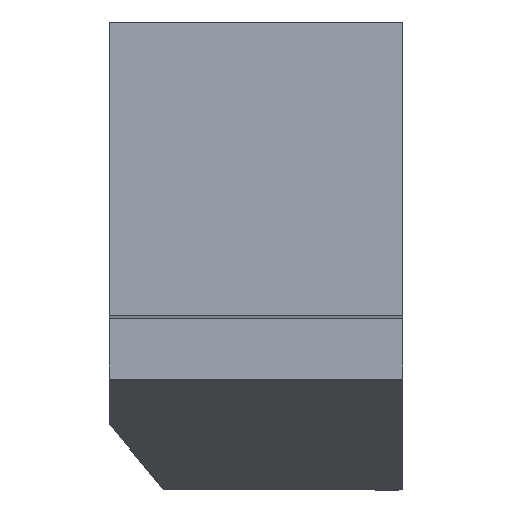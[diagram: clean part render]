
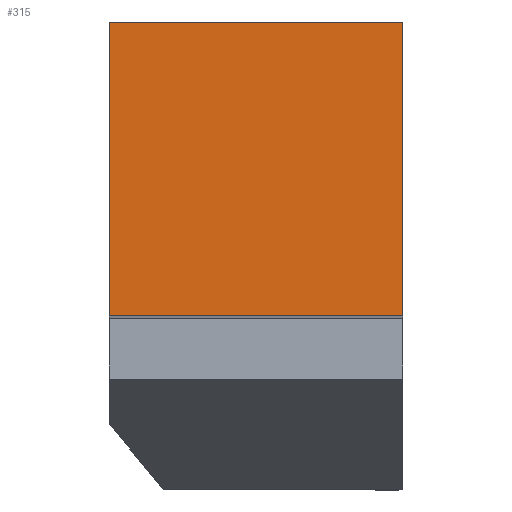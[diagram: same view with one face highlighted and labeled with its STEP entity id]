
A CAD part, top view. The second image highlights one B-rep face of the part: STEP entity #315.
In plain terms, the highlighted planar face has unit normal (0, 0, 1).
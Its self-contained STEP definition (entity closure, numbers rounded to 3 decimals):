
#315=ADVANCED_FACE('CU_BACK_SU1',(#459),#402,.F.);
#402=PLANE('',#2135);
#459=FACE_OUTER_BOUND('',#558,.T.);
#558=EDGE_LOOP('',(#782,#783,#784,#785));
#782=ORIENTED_EDGE('',*,*,#1482,.T.);
#783=ORIENTED_EDGE('',*,*,#1469,.F.);
#784=ORIENTED_EDGE('',*,*,#1455,.T.);
#785=ORIENTED_EDGE('',*,*,#1465,.T.);
#1248=VERTEX_POINT('',#3018);
#1249=VERTEX_POINT('',#3020);
#1256=VERTEX_POINT('',#3037);
#1258=VERTEX_POINT('',#3045);
#1455=EDGE_CURVE('',#1249,#1248,#1702,.T.);
#1465=EDGE_CURVE('',#1248,#1256,#1709,.T.);
#1469=EDGE_CURVE('',#1249,#1258,#1710,.T.);
#1482=EDGE_CURVE('',#1256,#1258,#1720,.T.);
#1702=LINE('',#3019,#1870);
#1709=LINE('',#3038,#1877);
#1710=LINE('',#3044,#1878);
#1720=LINE('',#3067,#1888);
#1870=VECTOR('',#2416,1.);
#1877=VECTOR('',#2431,1.);
#1878=VECTOR('',#2440,1.);
#1888=VECTOR('',#2460,1.);
#2135=AXIS2_PLACEMENT_3D('',#3069,#2463,#2464);
#2416=DIRECTION('',(-1.,0.,0.));
#2431=DIRECTION('',(0.,-1.,0.));
#2440=DIRECTION('',(0.,-1.,0.));
#2460=DIRECTION('',(1.,0.,0.));
#2463=DIRECTION('',(0.,0.,-1.));
#2464=DIRECTION('',(1.,0.,0.));
#3018=CARTESIAN_POINT('',(0.,18.975,0.));
#3019=CARTESIAN_POINT('',(-6.449,18.975,0.));
#3020=CARTESIAN_POINT('',(18.975,18.975,0.));
#3037=CARTESIAN_POINT('',(0.,0.,0.));
#3038=CARTESIAN_POINT('',(0.,23.975,0.));
#3044=CARTESIAN_POINT('',(18.975,23.975,0.));
#3045=CARTESIAN_POINT('',(18.975,0.,0.));
#3067=CARTESIAN_POINT('',(-6.449,0.,0.));
#3069=CARTESIAN_POINT('',(-6.449,23.975,0.));
